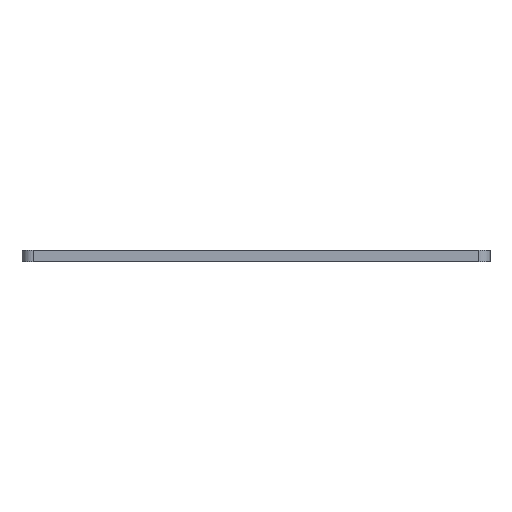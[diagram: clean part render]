
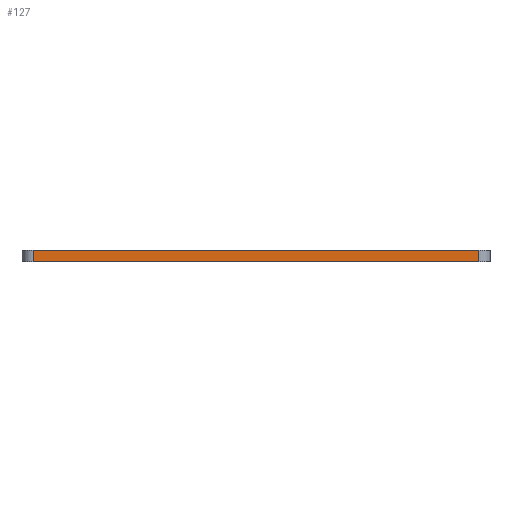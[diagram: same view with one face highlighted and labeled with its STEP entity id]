
A CAD part, left-side view. The second image highlights one B-rep face of the part: STEP entity #127.
In plain terms, the highlighted planar face has unit normal (-1, 0, 0).
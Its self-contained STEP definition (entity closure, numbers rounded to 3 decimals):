
#127=ADVANCED_FACE('',(#353),#3297,.T.);
#353=FACE_OUTER_BOUND('',#567,.T.);
#567=EDGE_LOOP('',(#1220,#1221,#1222,#1223));
#1220=ORIENTED_EDGE('',*,*,#1981,.F.);
#1221=ORIENTED_EDGE('',*,*,#1679,.F.);
#1222=ORIENTED_EDGE('',*,*,#1982,.F.);
#1223=ORIENTED_EDGE('',*,*,#1980,.F.);
#1679=EDGE_CURVE('',#2842,#2843,#2487,.T.);
#1980=EDGE_CURVE('',#3052,#3053,#2704,.T.);
#1981=EDGE_CURVE('',#2843,#3052,#2705,.T.);
#1982=EDGE_CURVE('',#3053,#2842,#2706,.T.);
#2487=B_SPLINE_CURVE_WITH_KNOTS('',1,(#5528,#5529),.UNSPECIFIED.,.F.,.F.,
(2,2),(0.,160.),.UNSPECIFIED.);
#2704=B_SPLINE_CURVE_WITH_KNOTS('',1,(#6214,#6215),.UNSPECIFIED.,.F.,.F.,
(2,2),(-160.,0.),.UNSPECIFIED.);
#2705=B_SPLINE_CURVE_WITH_KNOTS('',1,(#6216,#6217),.UNSPECIFIED.,.F.,.F.,
(2,2),(-4.15,0.),.UNSPECIFIED.);
#2706=B_SPLINE_CURVE_WITH_KNOTS('',1,(#6218,#6219),.UNSPECIFIED.,.F.,.F.,
(2,2),(-4.15,0.),.UNSPECIFIED.);
#2842=VERTEX_POINT('',#5224);
#2843=VERTEX_POINT('',#5225);
#3052=VERTEX_POINT('',#5434);
#3053=VERTEX_POINT('',#5435);
#3297=PLANE('',#3515);
#3515=AXIS2_PLACEMENT_3D('',#4789,#3824,$);
#3824=DIRECTION('',(-1.,0.,0.));
#4789=CARTESIAN_POINT('',(-21.,-33.,-0.415));
#5224=CARTESIAN_POINT('',(-21.,-17.,0.));
#5225=CARTESIAN_POINT('',(-21.,143.,0.));
#5434=CARTESIAN_POINT('',(-21.,143.,4.15));
#5435=CARTESIAN_POINT('',(-21.,-17.,4.15));
#5528=CARTESIAN_POINT('',(-21.,-17.,0.));
#5529=CARTESIAN_POINT('',(-21.,143.,0.));
#6214=CARTESIAN_POINT('',(-21.,143.,4.15));
#6215=CARTESIAN_POINT('',(-21.,-17.,4.15));
#6216=CARTESIAN_POINT('',(-21.,143.,0.));
#6217=CARTESIAN_POINT('',(-21.,143.,4.15));
#6218=CARTESIAN_POINT('',(-21.,-17.,4.15));
#6219=CARTESIAN_POINT('',(-21.,-17.,0.));
